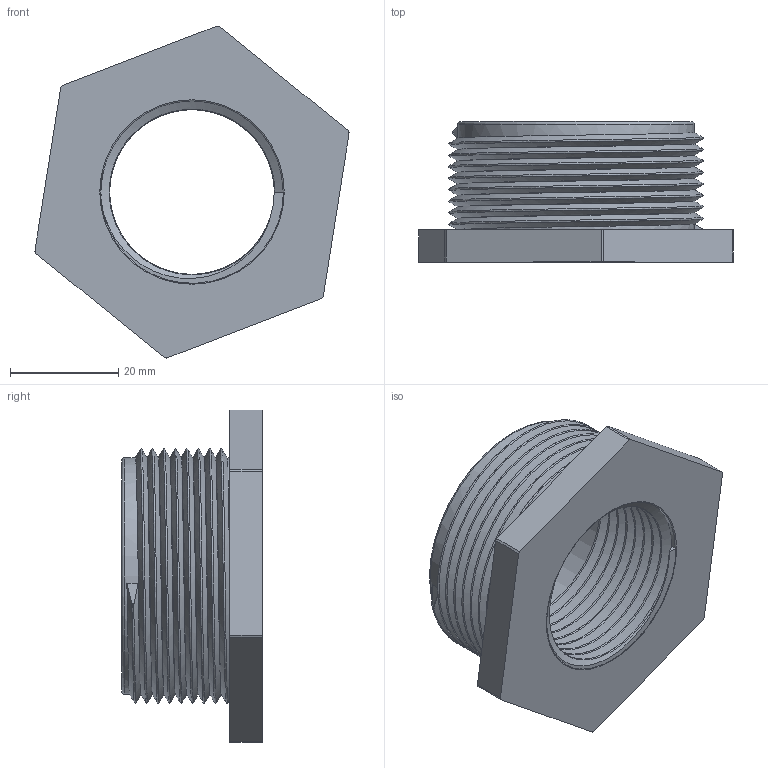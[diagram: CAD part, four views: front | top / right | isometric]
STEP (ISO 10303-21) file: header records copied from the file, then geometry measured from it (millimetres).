
FILE_DESCRIPTION(/* description */ (''),/* implementation_level */ '2;1');
FILE_NAME(/* name */ 'rduction_MF_pompe.step',/* time_stamp */ '2025-06-05T19:39:19+02:00',/* author */ (''),/* organization */ (''),/* preprocessor_version */ 'ST-DEVELOPER v20.1',/* originating_system */ 'Autodesk Translation Framework v14.4.0.0',/* authorisation */ '');
FILE_SCHEMA (('AUTOMOTIVE_DESIGN { 1 0 10303 214 3 1 1 }'));
Length unit declared in the file: millimetre
Products named in the file (1): réduction_MF_1,3/4_1,1/4
Bounding box: 58.13 x 26 x 61.4 mm (x, y, z)
Volume: 26113.4 mm3; surface area: 17706.7 mm2
Topology: 2 solids, 2 shells, 50 faces, 133 edges, 88 vertices
Faces by surface type: cylinder 26, plane 16, bspline 6, torus 2
Full cylindrical faces by diameter (mm): 33.7 x1, 33.8 x8, 43.8 x8
Entity records: 6484 total; most frequent: CARTESIAN_POINT 5299, ORIENTED_EDGE 266, DIRECTION 194, EDGE_CURVE 133, VERTEX_POINT 88, AXIS2_PLACEMENT_3D 69, LINE 56, VECTOR 56
